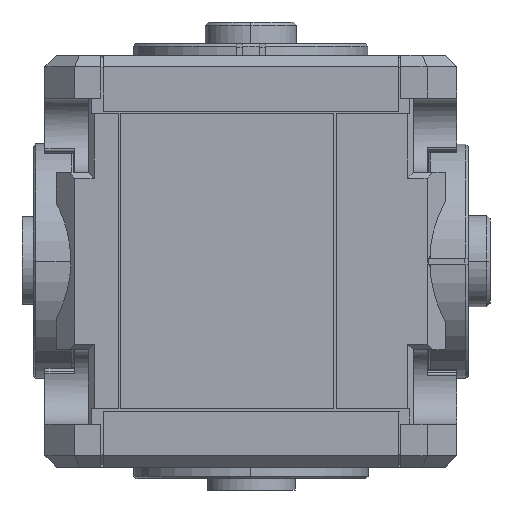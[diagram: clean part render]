
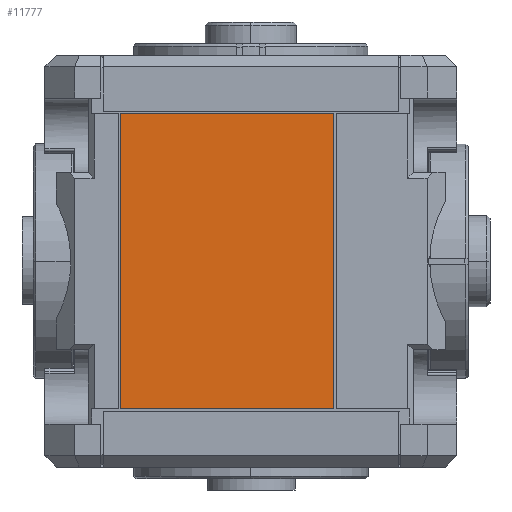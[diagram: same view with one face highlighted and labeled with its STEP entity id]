
A CAD part, front view. The second image highlights one B-rep face of the part: STEP entity #11777.
In plain terms, the highlighted planar face has unit normal (0, -1, 0).
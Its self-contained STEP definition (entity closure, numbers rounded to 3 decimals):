
#161=DIRECTION('',(0.,0.,-1.));
#162=VECTOR('',#161,25.8);
#163=CARTESIAN_POINT('',(7.25,-23.25,12.9));
#164=LINE('',#163,#162);
#165=DIRECTION('',(-1.,0.,0.));
#166=VECTOR('',#165,18.65);
#167=CARTESIAN_POINT('',(7.25,-23.25,-12.9));
#168=LINE('',#167,#166);
#169=DIRECTION('',(0.,0.,1.));
#170=VECTOR('',#169,25.8);
#171=CARTESIAN_POINT('',(-11.4,-23.25,-12.9));
#172=LINE('',#171,#170);
#173=DIRECTION('',(1.,0.,0.));
#174=VECTOR('',#173,18.65);
#175=CARTESIAN_POINT('',(-11.4,-23.25,12.9));
#176=LINE('',#175,#174);
#11250=CARTESIAN_POINT('',(7.25,-23.25,12.9));
#11251=CARTESIAN_POINT('',(7.25,-23.25,-12.9));
#11252=VERTEX_POINT('',#11250);
#11253=VERTEX_POINT('',#11251);
#11254=CARTESIAN_POINT('',(-11.4,-23.25,-12.9));
#11255=VERTEX_POINT('',#11254);
#11256=CARTESIAN_POINT('',(-11.4,-23.25,12.9));
#11257=VERTEX_POINT('',#11256);
#11762=CARTESIAN_POINT('',(0.,-23.25,0.));
#11763=DIRECTION('',(0.,1.,0.));
#11764=DIRECTION('',(0.,0.,1.));
#11765=AXIS2_PLACEMENT_3D('',#11762,#11763,#11764);
#11766=PLANE('',#11765);
#11768=ORIENTED_EDGE('',*,*,#11767,.T.);
#11770=ORIENTED_EDGE('',*,*,#11769,.T.);
#11772=ORIENTED_EDGE('',*,*,#11771,.T.);
#11774=ORIENTED_EDGE('',*,*,#11773,.T.);
#11775=EDGE_LOOP('',(#11768,#11770,#11772,#11774));
#11776=FACE_OUTER_BOUND('',#11775,.F.);
#11777=ADVANCED_FACE('',(#11776),#11766,.F.);
#11767=EDGE_CURVE('',#11252,#11253,#164,.T.);
#11769=EDGE_CURVE('',#11253,#11255,#168,.T.);
#11771=EDGE_CURVE('',#11255,#11257,#172,.T.);
#11773=EDGE_CURVE('',#11257,#11252,#176,.T.);
